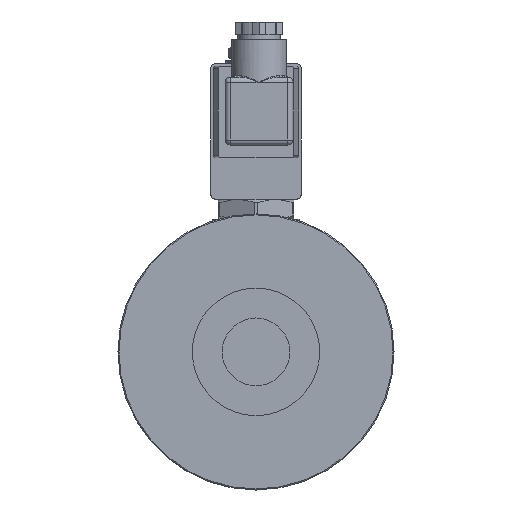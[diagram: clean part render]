
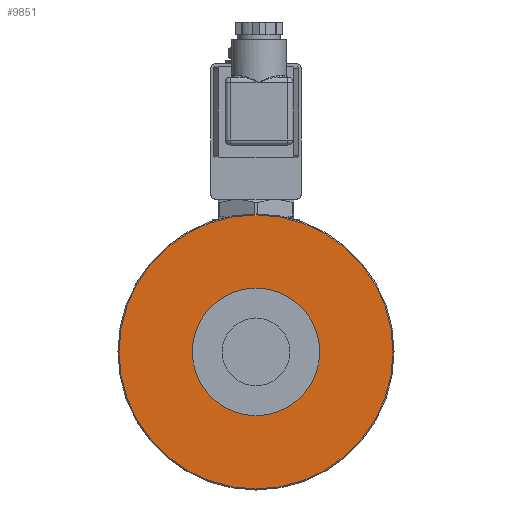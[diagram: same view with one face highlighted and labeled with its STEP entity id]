
A CAD part, front view. The second image highlights one B-rep face of the part: STEP entity #9851.
In plain terms, the highlighted planar face has unit normal (0, -1, 0).
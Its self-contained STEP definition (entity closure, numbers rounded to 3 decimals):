
#2473=PLANE('',#10639);
#2644=FACE_BOUND('',#3607,.T.);
#2967=FACE_OUTER_BOUND('',#3606,.T.);
#3606=EDGE_LOOP('',(#8012));
#3607=EDGE_LOOP('',(#8013));
#4123=CIRCLE('',#10640,54.6);
#4124=CIRCLE('',#10641,25.4);
#4809=VERTEX_POINT('',#15947);
#4810=VERTEX_POINT('',#15949);
#5949=EDGE_CURVE('',#4809,#4809,#4123,.T.);
#5950=EDGE_CURVE('',#4810,#4810,#4124,.T.);
#8012=ORIENTED_EDGE('',*,*,#5949,.F.);
#8013=ORIENTED_EDGE('',*,*,#5950,.T.);
#9851=ADVANCED_FACE('',(#2967,#2644),#2473,.T.);
#10639=AXIS2_PLACEMENT_3D('',#15946,#12521,#12522);
#10640=AXIS2_PLACEMENT_3D('',#15948,#12523,#12524);
#10641=AXIS2_PLACEMENT_3D('',#15950,#12525,#12526);
#12521=DIRECTION('center_axis',(0.,-1.,0.));
#12522=DIRECTION('ref_axis',(0.,0.,-1.));
#12523=DIRECTION('center_axis',(0.,1.,0.));
#12524=DIRECTION('ref_axis',(0.,0.,-1.));
#12525=DIRECTION('center_axis',(0.,1.,0.));
#12526=DIRECTION('ref_axis',(0.,0.,1.));
#15946=CARTESIAN_POINT('Origin',(0.,-78.25,
40.194));
#15947=CARTESIAN_POINT('',(0.,-78.25,54.594));
#15948=CARTESIAN_POINT('Origin',(0.,-78.25,
-0.006));
#15949=CARTESIAN_POINT('',(0.,-78.25,25.394));
#15950=CARTESIAN_POINT('Origin',(0.,-78.25,
-0.006));
